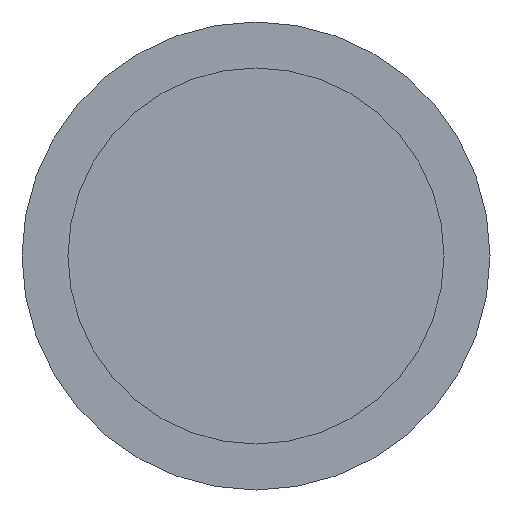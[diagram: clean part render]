
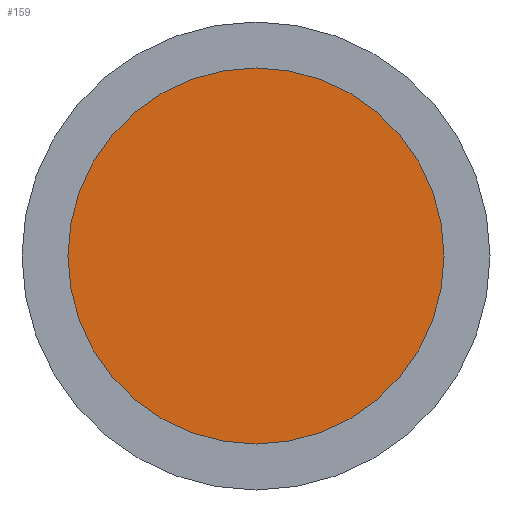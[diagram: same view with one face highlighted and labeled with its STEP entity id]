
A CAD part, front view. The second image highlights one B-rep face of the part: STEP entity #159.
In plain terms, the highlighted planar face has unit normal (0, -1, 0).
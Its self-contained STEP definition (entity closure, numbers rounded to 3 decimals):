
#2 = EDGE_CURVE ( 'NONE', #25, #197, #10, .T. ) ;
#9 = CARTESIAN_POINT ( 'NONE',  ( 0., -9., 0. ) ) ;
#10 = CIRCLE ( 'NONE', #104, 11.25 ) ;
#25 = VERTEX_POINT ( 'NONE', #200 ) ;
#29 = CIRCLE ( 'NONE', #66, 11.25 ) ;
#55 = EDGE_LOOP ( 'NONE', ( #255, #191 ) ) ;
#56 = PLANE ( 'NONE',  #219 ) ;
#66 = AXIS2_PLACEMENT_3D ( 'NONE', #9, #143, #166 ) ;
#73 = DIRECTION ( 'NONE',  ( 0., 0., -1. ) ) ;
#104 = AXIS2_PLACEMENT_3D ( 'NONE', #161, #105, #241 ) ;
#105 = DIRECTION ( 'NONE',  ( 0., -1., 0. ) ) ;
#143 = DIRECTION ( 'NONE',  ( 0., -1., 0. ) ) ;
#159 = ADVANCED_FACE ( 'NONE', ( #215 ), #56, .T. ) ;
#161 = CARTESIAN_POINT ( 'NONE',  ( 0., -9., 0. ) ) ;
#166 = DIRECTION ( 'NONE',  ( 0., 0., -1. ) ) ;
#178 = EDGE_CURVE ( 'NONE', #197, #25, #29, .T. ) ;
#191 = ORIENTED_EDGE ( 'NONE', *, *, #178, .T. ) ;
#197 = VERTEX_POINT ( 'NONE', #243 ) ;
#200 = CARTESIAN_POINT ( 'NONE',  ( 0., -9., 11.25 ) ) ;
#201 = CARTESIAN_POINT ( 'NONE',  ( 0., -9., 0. ) ) ;
#206 = DIRECTION ( 'NONE',  ( 0., -1., 0. ) ) ;
#215 = FACE_OUTER_BOUND ( 'NONE', #55, .T. ) ;
#219 = AXIS2_PLACEMENT_3D ( 'NONE', #201, #206, #73 ) ;
#241 = DIRECTION ( 'NONE',  ( 0., 0., -1. ) ) ;
#243 = CARTESIAN_POINT ( 'NONE',  ( 0., -9., -11.25 ) ) ;
#255 = ORIENTED_EDGE ( 'NONE', *, *, #2, .T. ) ;
